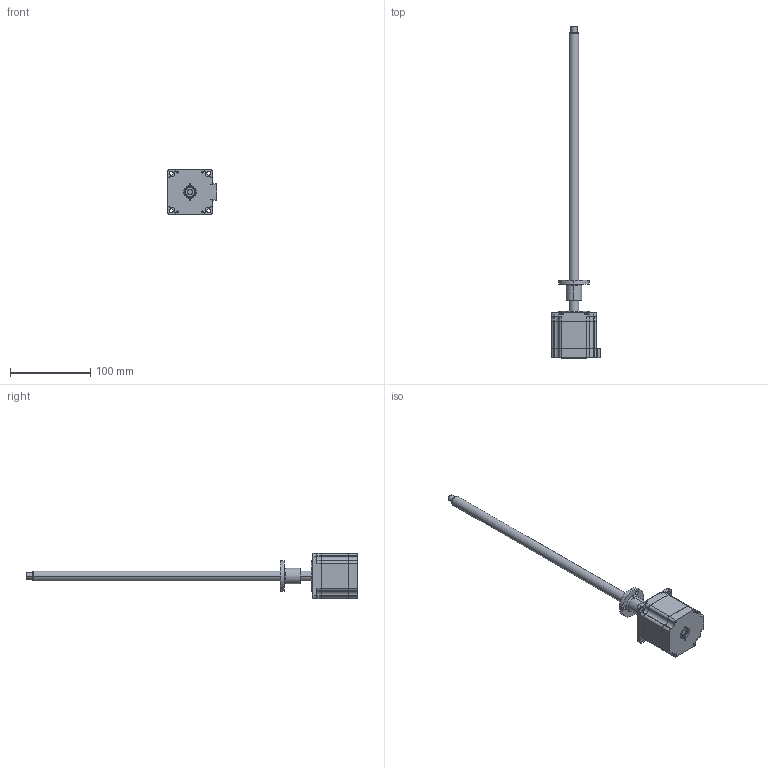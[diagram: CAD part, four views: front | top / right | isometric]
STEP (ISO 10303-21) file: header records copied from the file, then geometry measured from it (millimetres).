
FILE_DESCRIPTION (( 'STEP AP203' ), '1' );
FILE_NAME ('LE238S-E12254-350-AR6-S-220.STEP', '2018-11-20T03:30:01', ( 'Sky123.Org' ), ( 'Sky123.Org' ), 'SwSTEP 2.0', 'SolidWorks 2014', '' );
FILE_SCHEMA (( 'CONFIG_CONTROL_DESIGN' ));
Length unit declared in the file: millimetre
Products named in the file (1): LE238S-E12254-350-AR6-S-220
Bounding box: 61.2 x 414.5 x 56.2 mm (x, y, z)
Surface area: 44565.9 mm2 (no closed solid volume)
Topology: 0 solids, 22 shells, 313 faces, 1053 edges, 742 vertices
Faces by surface type: plane 139, cylinder 106, cone 54, sphere 8, torus 6
Entity records: 11827 total; most frequent: CARTESIAN_POINT 2541, DIRECTION 1995, ORIENTED_EDGE 1698, EDGE_CURVE 1053, VERTEX_POINT 742, AXIS2_PLACEMENT_3D 700, LINE 595, VECTOR 595
